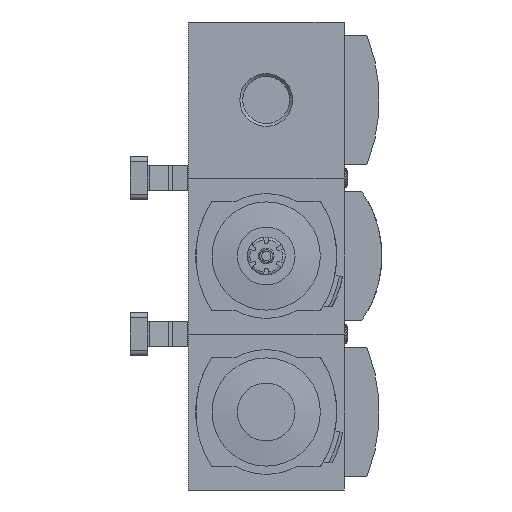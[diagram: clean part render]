
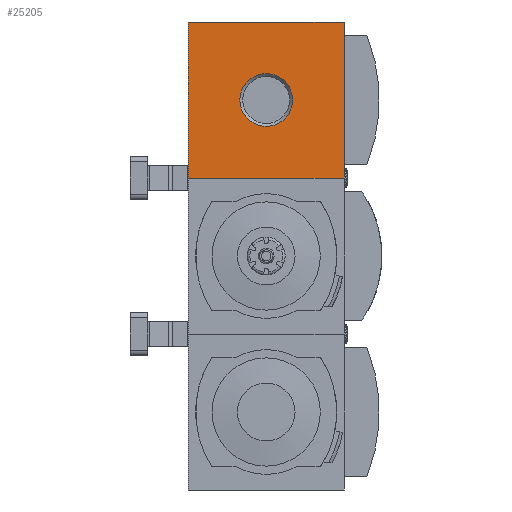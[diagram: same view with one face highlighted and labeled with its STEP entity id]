
A CAD part, front view. The second image highlights one B-rep face of the part: STEP entity #25205.
In plain terms, the highlighted planar face has unit normal (0, -1, 0).
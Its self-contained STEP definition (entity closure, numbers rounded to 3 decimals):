
#281=PLANE('',#26364);
#1172=LINE('',#34256,#3147);
#1180=LINE('',#34271,#3155);
#1196=LINE('',#34301,#3171);
#1236=LINE('',#34392,#3211);
#3147=VECTOR('',#28456,1000.);
#3155=VECTOR('',#28466,1000.);
#3171=VECTOR('',#28484,1000.);
#3211=VECTOR('',#28562,1000.);
#4926=CIRCLE('',#26365,10.478);
#6111=ORIENTED_EDGE('',*,*,#11567,.F.);
#6112=ORIENTED_EDGE('',*,*,#11483,.F.);
#6113=ORIENTED_EDGE('',*,*,#11475,.F.);
#6114=ORIENTED_EDGE('',*,*,#11499,.F.);
#6115=ORIENTED_EDGE('',*,*,#11548,.F.);
#11475=EDGE_CURVE('',#14229,#14230,#1172,.T.);
#11483=EDGE_CURVE('',#14230,#14236,#1180,.T.);
#11499=EDGE_CURVE('',#14248,#14229,#1196,.T.);
#11548=EDGE_CURVE('',#14236,#14248,#1236,.T.);
#11567=EDGE_CURVE('',#14290,#14290,#4926,.T.);
#14229=VERTEX_POINT('',#34255);
#14230=VERTEX_POINT('',#34257);
#14236=VERTEX_POINT('',#34272);
#14248=VERTEX_POINT('',#34300);
#14290=VERTEX_POINT('',#34431);
#16114=EDGE_LOOP('',(#6111));
#16115=EDGE_LOOP('',(#6112,#6113,#6114,#6115));
#17311=FACE_BOUND('',#16114,.T.);
#17312=FACE_BOUND('',#16115,.T.);
#25205=ADVANCED_FACE('',(#17311,#17312),#281,.F.);
#26364=AXIS2_PLACEMENT_3D('',#34429,#28604,#28605);
#26365=AXIS2_PLACEMENT_3D('',#34430,#28606,#28607);
#28456=DIRECTION('',(-1.,0.,0.));
#28466=DIRECTION('',(0.,0.,1.));
#28484=DIRECTION('',(0.,0.,-1.));
#28562=DIRECTION('',(1.,0.,0.));
#28604=DIRECTION('',(0.,1.,0.));
#28605=DIRECTION('',(0.,0.,1.));
#28606=DIRECTION('',(0.,-1.,0.));
#28607=DIRECTION('',(0.,0.,-1.));
#34255=CARTESIAN_POINT('',(31.,-45.,-31.));
#34256=CARTESIAN_POINT('',(31.,-45.,-31.));
#34257=CARTESIAN_POINT('',(-31.,-45.,-31.));
#34271=CARTESIAN_POINT('',(-31.,-45.,-31.));
#34272=CARTESIAN_POINT('',(-31.,-45.,31.));
#34300=CARTESIAN_POINT('',(31.,-45.,31.));
#34301=CARTESIAN_POINT('',(31.,-45.,31.));
#34392=CARTESIAN_POINT('',(-31.,-45.,31.));
#34429=CARTESIAN_POINT('',(0.,-45.,0.));
#34430=CARTESIAN_POINT('',(0.,-45.,0.));
#34431=CARTESIAN_POINT('',(0.,-45.,-10.478));
